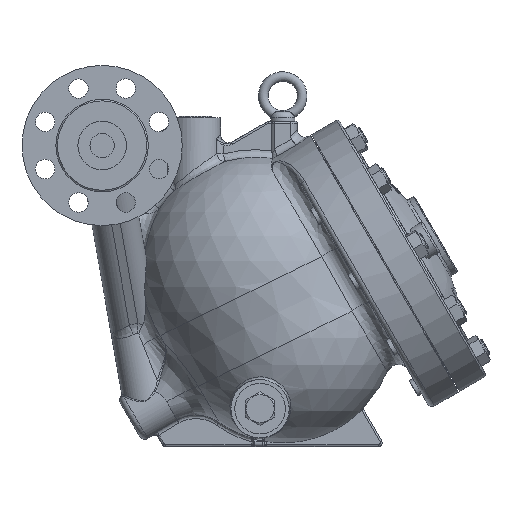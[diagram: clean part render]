
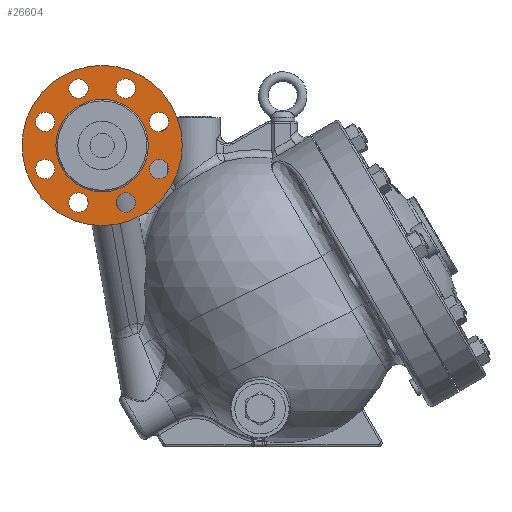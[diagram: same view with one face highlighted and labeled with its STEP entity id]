
A CAD part, front view. The second image highlights one B-rep face of the part: STEP entity #26604.
In plain terms, the highlighted planar face has unit normal (0, -1, 0).
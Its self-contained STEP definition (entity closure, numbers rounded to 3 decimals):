
#26485=CARTESIAN_POINT('',(-110.3,-243.4,58.666));
#26486=VERTEX_POINT('',#26485);
#26487=CARTESIAN_POINT('',(-120.3,-243.4,58.666));
#26488=DIRECTION('',(0.0,1.0,0.0));
#26489=DIRECTION('',(1.0,0.0,0.0));
#26490=AXIS2_PLACEMENT_3D('',#26487,#26488,#26489);
#26491=CIRCLE('',#26490,10.);
#26492=EDGE_CURVE('',#26486,#26486,#26491,.T.);
#26497=CARTESIAN_POINT('',(-96.,-243.4,64.25));
#26498=DIRECTION('',(0.0,-1.0,0.0));
#26499=DIRECTION('',(0.0,0.0,-1.0));
#26500=AXIS2_PLACEMENT_3D('',#26497,#26498,#26499);
#26501=PLANE('',#26500);
#26502=CARTESIAN_POINT('',(-96.,-243.4,82.5));
#26503=VERTEX_POINT('',#26502);
#26504=CARTESIAN_POINT('',(-96.,-243.4,0.));
#26505=DIRECTION('',(0.0,1.0,0.0));
#26506=DIRECTION('',(0.0,0.0,1.0));
#26507=AXIS2_PLACEMENT_3D('',#26504,#26505,#26506);
#26508=CIRCLE('',#26507,82.5);
#26509=EDGE_CURVE('',#26503,#26503,#26508,.T.);
#26510=ORIENTED_EDGE('',*,*,#26509,.F.);
#26511=EDGE_LOOP('',(#26510));
#26512=FACE_OUTER_BOUND('',#26511,.T.);
#26513=CARTESIAN_POINT('',(-147.595,-243.4,31.371));
#26514=VERTEX_POINT('',#26513);
#26515=CARTESIAN_POINT('',(-154.666,-243.4,24.3));
#26516=DIRECTION('',(0.,1.0,0.));
#26517=DIRECTION('',(0.707,0.,0.707));
#26518=AXIS2_PLACEMENT_3D('',#26515,#26516,#26517);
#26519=CIRCLE('',#26518,10.);
#26520=EDGE_CURVE('',#26514,#26514,#26519,.T.);
#26521=ORIENTED_EDGE('',*,*,#26520,.T.);
#26522=EDGE_LOOP('',(#26521));
#26523=FACE_BOUND('',#26522,.T.);
#26524=CARTESIAN_POINT('',(-154.666,-243.4,-14.3));
#26525=VERTEX_POINT('',#26524);
#26526=CARTESIAN_POINT('',(-154.666,-243.4,-24.3));
#26527=DIRECTION('',(0.0,1.0,0.0));
#26528=DIRECTION('',(0.0,0.0,1.0));
#26529=AXIS2_PLACEMENT_3D('',#26526,#26527,#26528);
#26530=CIRCLE('',#26529,10.);
#26531=EDGE_CURVE('',#26525,#26525,#26530,.T.);
#26532=ORIENTED_EDGE('',*,*,#26531,.T.);
#26533=EDGE_LOOP('',(#26532));
#26534=FACE_BOUND('',#26533,.T.);
#26535=CARTESIAN_POINT('',(-127.371,-243.4,-51.595));
#26536=VERTEX_POINT('',#26535);
#26537=CARTESIAN_POINT('',(-120.3,-243.4,-58.666));
#26538=DIRECTION('',(0.,1.0,0.));
#26539=DIRECTION('',(-0.707,0.,0.707));
#26540=AXIS2_PLACEMENT_3D('',#26537,#26538,#26539);
#26541=CIRCLE('',#26540,10.);
#26542=EDGE_CURVE('',#26536,#26536,#26541,.T.);
#26543=ORIENTED_EDGE('',*,*,#26542,.T.);
#26544=EDGE_LOOP('',(#26543));
#26545=FACE_BOUND('',#26544,.T.);
#26546=CARTESIAN_POINT('',(-81.7,-243.4,-58.666));
#26547=VERTEX_POINT('',#26546);
#26548=CARTESIAN_POINT('',(-71.7,-243.4,-58.666));
#26549=DIRECTION('',(0.0,1.0,0.0));
#26550=DIRECTION('',(-1.0,0.0,0.0));
#26551=AXIS2_PLACEMENT_3D('',#26548,#26549,#26550);
#26552=CIRCLE('',#26551,10.);
#26553=EDGE_CURVE('',#26547,#26547,#26552,.T.);
#26554=ORIENTED_EDGE('',*,*,#26553,.T.);
#26555=EDGE_LOOP('',(#26554));
#26556=FACE_BOUND('',#26555,.T.);
#26557=CARTESIAN_POINT('',(-44.405,-243.4,-31.371));
#26558=VERTEX_POINT('',#26557);
#26559=CARTESIAN_POINT('',(-37.334,-243.4,-24.3));
#26560=DIRECTION('',(0.,1.0,0.));
#26561=DIRECTION('',(-0.707,0.,-0.707));
#26562=AXIS2_PLACEMENT_3D('',#26559,#26560,#26561);
#26563=CIRCLE('',#26562,10.);
#26564=EDGE_CURVE('',#26558,#26558,#26563,.T.);
#26565=ORIENTED_EDGE('',*,*,#26564,.T.);
#26566=EDGE_LOOP('',(#26565));
#26567=FACE_BOUND('',#26566,.T.);
#26568=CARTESIAN_POINT('',(-37.334,-243.4,14.3));
#26569=VERTEX_POINT('',#26568);
#26570=CARTESIAN_POINT('',(-37.334,-243.4,24.3));
#26571=DIRECTION('',(0.0,1.0,0.0));
#26572=DIRECTION('',(0.0,0.0,-1.0));
#26573=AXIS2_PLACEMENT_3D('',#26570,#26571,#26572);
#26574=CIRCLE('',#26573,10.);
#26575=EDGE_CURVE('',#26569,#26569,#26574,.T.);
#26576=ORIENTED_EDGE('',*,*,#26575,.T.);
#26577=EDGE_LOOP('',(#26576));
#26578=FACE_BOUND('',#26577,.T.);
#26579=CARTESIAN_POINT('',(-64.629,-243.4,51.595));
#26580=VERTEX_POINT('',#26579);
#26581=CARTESIAN_POINT('',(-71.7,-243.4,58.666));
#26582=DIRECTION('',(0.,1.,0.));
#26583=DIRECTION('',(0.707,0.,-0.707));
#26584=AXIS2_PLACEMENT_3D('',#26581,#26582,#26583);
#26585=CIRCLE('',#26584,10.);
#26586=EDGE_CURVE('',#26580,#26580,#26585,.T.);
#26587=ORIENTED_EDGE('',*,*,#26586,.T.);
#26588=EDGE_LOOP('',(#26587));
#26589=FACE_BOUND('',#26588,.T.);
#26590=ORIENTED_EDGE('',*,*,#26492,.T.);
#26591=EDGE_LOOP('',(#26590));
#26592=FACE_BOUND('',#26591,.T.);
#26593=CARTESIAN_POINT('',(-96.,-243.4,47.6));
#26594=VERTEX_POINT('',#26593);
#26595=CARTESIAN_POINT('',(-96.,-243.4,0.));
#26596=DIRECTION('',(0.0,-1.0,0.0));
#26597=DIRECTION('',(0.0,0.0,-1.0));
#26598=AXIS2_PLACEMENT_3D('',#26595,#26596,#26597);
#26599=CIRCLE('',#26598,47.6);
#26600=EDGE_CURVE('',#26594,#26594,#26599,.T.);
#26601=ORIENTED_EDGE('',*,*,#26600,.F.);
#26602=EDGE_LOOP('',(#26601));
#26603=FACE_BOUND('',#26602,.T.);
#26604=ADVANCED_FACE('',(#26512,#26523,#26534,#26545,#26556,#26567,#26578,#26589,#26592,#26603),#26501,.T.);
